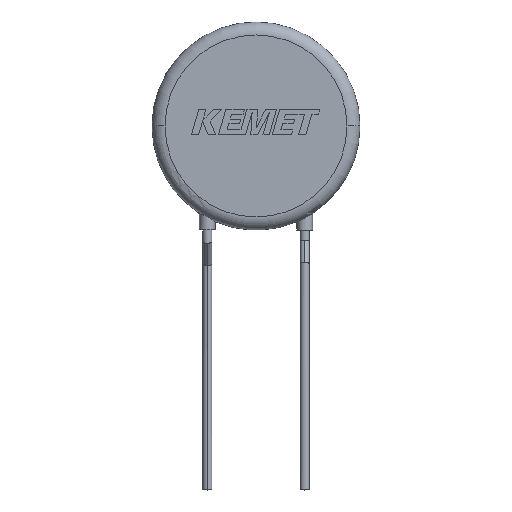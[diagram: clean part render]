
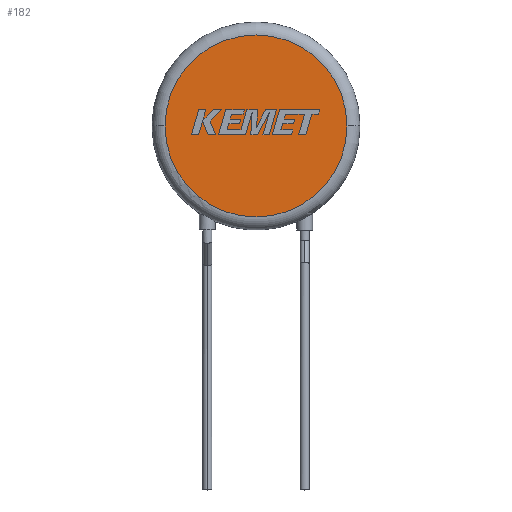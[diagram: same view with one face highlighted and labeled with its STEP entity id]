
A CAD part, top view. The second image highlights one B-rep face of the part: STEP entity #182.
In plain terms, the highlighted planar face has unit normal (0, 0, 1).
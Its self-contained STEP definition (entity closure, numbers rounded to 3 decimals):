
#2 = EDGE_CURVE ( 'NONE', #686, #2206, #2008, .T. ) ;
#16 = CARTESIAN_POINT ( 'NONE',  ( -7., 0., 5. ) ) ;
#154 = CARTESIAN_POINT ( 'NONE',  ( 0., 0., 5. ) ) ;
#182 = ADVANCED_FACE ( 'NONE', ( #2633 ), #552, .T. ) ;
#552 = PLANE ( 'NONE',  #1702 ) ;
#686 = VERTEX_POINT ( 'NONE', #2593 ) ;
#829 = CARTESIAN_POINT ( 'NONE',  ( 0., 0., 5. ) ) ;
#1137 = EDGE_CURVE ( 'NONE', #2206, #686, #1211, .T. ) ;
#1211 = CIRCLE ( 'NONE', #2267, 7. ) ;
#1386 = CARTESIAN_POINT ( 'NONE',  ( 0., 0., 5. ) ) ;
#1556 = DIRECTION ( 'NONE',  ( 0., 0., 1. ) ) ;
#1702 = AXIS2_PLACEMENT_3D ( 'NONE', #154, #1556, #2110 ) ;
#1904 = EDGE_LOOP ( 'NONE', ( #2092, #2242 ) ) ;
#2008 = CIRCLE ( 'NONE', #3531, 7. ) ;
#2092 = ORIENTED_EDGE ( 'NONE', *, *, #2, .T. ) ;
#2110 = DIRECTION ( 'NONE',  ( 1., 0., 0. ) ) ;
#2206 = VERTEX_POINT ( 'NONE', #16 ) ;
#2242 = ORIENTED_EDGE ( 'NONE', *, *, #1137, .T. ) ;
#2267 = AXIS2_PLACEMENT_3D ( 'NONE', #829, #3696, #2601 ) ;
#2289 = DIRECTION ( 'NONE',  ( 0., 0., 1. ) ) ;
#2593 = CARTESIAN_POINT ( 'NONE',  ( 7., 0., 5. ) ) ;
#2601 = DIRECTION ( 'NONE',  ( 1., 0., 0. ) ) ;
#2633 = FACE_OUTER_BOUND ( 'NONE', #1904, .T. ) ;
#3079 = DIRECTION ( 'NONE',  ( 1., 0., 0. ) ) ;
#3531 = AXIS2_PLACEMENT_3D ( 'NONE', #1386, #2289, #3079 ) ;
#3696 = DIRECTION ( 'NONE',  ( 0., 0., 1. ) ) ;
